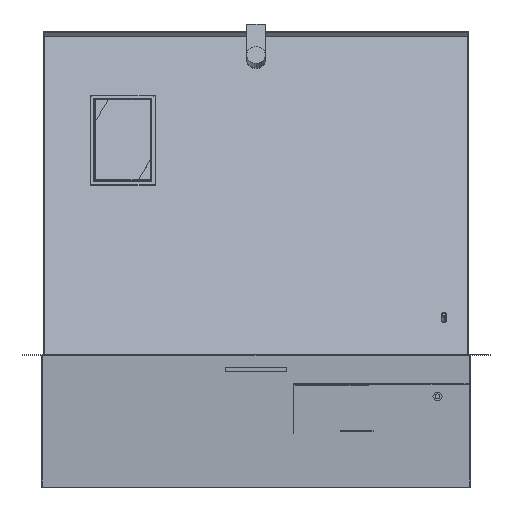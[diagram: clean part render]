
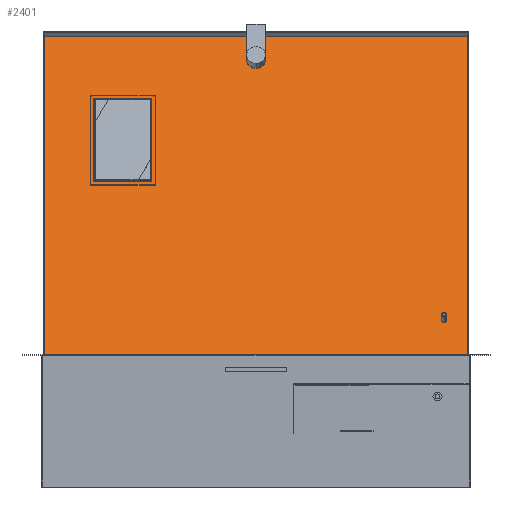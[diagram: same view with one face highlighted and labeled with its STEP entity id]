
A CAD part, left-side view. The second image highlights one B-rep face of the part: STEP entity #2401.
In plain terms, the highlighted face is planar.
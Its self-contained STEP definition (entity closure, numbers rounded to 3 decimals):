
#53 = VECTOR ( 'NONE', #5716, 1000. ) ;
#105 = ORIENTED_EDGE ( 'NONE', *, *, #2554, .T. ) ;
#544 = DIRECTION ( 'NONE',  ( 0., 0., 1. ) ) ;
#554 = CARTESIAN_POINT ( 'NONE',  ( -186.5, 0., -1. ) ) ;
#982 = CARTESIAN_POINT ( 'NONE',  ( -135.5, 129., -1. ) ) ;
#1120 = CARTESIAN_POINT ( 'NONE',  ( -216.5, -262., -1. ) ) ;
#1202 = ORIENTED_EDGE ( 'NONE', *, *, #4354, .F. ) ;
#1287 = VERTEX_POINT ( 'NONE', #11665 ) ;
#1294 = CIRCLE ( 'NONE', #13975, 3. ) ;
#1518 = DIRECTION ( 'NONE',  ( 1., 0., 0. ) ) ;
#1706 = VECTOR ( 'NONE', #10025, 1000. ) ;
#1852 = DIRECTION ( 'NONE',  ( 1., 0., 0. ) ) ;
#1895 = DIRECTION ( 'NONE',  ( 0., 1., 0. ) ) ;
#1942 = EDGE_LOOP ( 'NONE', ( #3799, #12754, #6910, #12507 ) ) ;
#1993 = CARTESIAN_POINT ( 'NONE',  ( -198., 0., -1. ) ) ;
#2100 = CARTESIAN_POINT ( 'NONE',  ( -135.5, 201., -1. ) ) ;
#2362 = CIRCLE ( 'NONE', #12661, 11.5 ) ;
#2374 = DIRECTION ( 'NONE',  ( 0., -1., 0. ) ) ;
#2401 = ADVANCED_FACE ( 'NONE', ( #4081, #5883, #6670, #15779 ), #7482, .F. ) ;
#2504 = CARTESIAN_POINT ( 'NONE',  ( 216.5, 0., -1. ) ) ;
#2554 = EDGE_CURVE ( 'NONE', #5917, #5346, #2362, .T. ) ;
#2711 = ORIENTED_EDGE ( 'NONE', *, *, #14404, .F. ) ;
#2713 = VERTEX_POINT ( 'NONE', #11950 ) ;
#3051 = CARTESIAN_POINT ( 'NONE',  ( -25.5, 129., -1. ) ) ;
#3122 = CARTESIAN_POINT ( 'NONE',  ( 157.5, -233., -1. ) ) ;
#3202 = LINE ( 'NONE', #5254, #13207 ) ;
#3677 = EDGE_CURVE ( 'NONE', #6980, #2713, #12336, .T. ) ;
#3700 = LINE ( 'NONE', #13222, #53 ) ;
#3774 = VECTOR ( 'NONE', #1852, 1000. ) ;
#3799 = ORIENTED_EDGE ( 'NONE', *, *, #8661, .T. ) ;
#3845 = ORIENTED_EDGE ( 'NONE', *, *, #13292, .F. ) ;
#3927 = EDGE_CURVE ( 'NONE', #5346, #5917, #9996, .T. ) ;
#4081 = FACE_BOUND ( 'NONE', #1942, .T. ) ;
#4089 = EDGE_CURVE ( 'NONE', #2713, #6980, #1294, .T. ) ;
#4096 = VECTOR ( 'NONE', #15722, 1000. ) ;
#4340 = AXIS2_PLACEMENT_3D ( 'NONE', #8231, #6414, #4847 ) ;
#4354 = EDGE_CURVE ( 'NONE', #7392, #8060, #3700, .T. ) ;
#4368 = EDGE_CURVE ( 'NONE', #4374, #14859, #4959, .T. ) ;
#4374 = VERTEX_POINT ( 'NONE', #2100 ) ;
#4562 = DIRECTION ( 'NONE',  ( 0., 1., 0. ) ) ;
#4658 = EDGE_LOOP ( 'NONE', ( #14098, #105 ) ) ;
#4847 = DIRECTION ( 'NONE',  ( 1., 0., 0. ) ) ;
#4959 = LINE ( 'NONE', #9350, #7521 ) ;
#5045 = CARTESIAN_POINT ( 'NONE',  ( 216.5, 262., -1. ) ) ;
#5254 = CARTESIAN_POINT ( 'NONE',  ( -25.5, 0., -1. ) ) ;
#5346 = VERTEX_POINT ( 'NONE', #6022 ) ;
#5716 = DIRECTION ( 'NONE',  ( 0., -1., 0. ) ) ;
#5741 = AXIS2_PLACEMENT_3D ( 'NONE', #8011, #12639, #6433 ) ;
#5792 = EDGE_LOOP ( 'NONE', ( #1202, #14989, #2711, #3845 ) ) ;
#5883 = FACE_BOUND ( 'NONE', #4658, .T. ) ;
#5917 = VERTEX_POINT ( 'NONE', #1993 ) ;
#6022 = CARTESIAN_POINT ( 'NONE',  ( -175., 0., -1. ) ) ;
#6414 = DIRECTION ( 'NONE',  ( 0., 0., 1. ) ) ;
#6433 = DIRECTION ( 'NONE',  ( 1., 0., 0. ) ) ;
#6670 = FACE_OUTER_BOUND ( 'NONE', #5792, .T. ) ;
#6791 = CARTESIAN_POINT ( 'NONE',  ( 0., 129., -1. ) ) ;
#6887 = LINE ( 'NONE', #15725, #9156 ) ;
#6910 = ORIENTED_EDGE ( 'NONE', *, *, #9556, .T. ) ;
#6980 = VERTEX_POINT ( 'NONE', #10905 ) ;
#7392 = VERTEX_POINT ( 'NONE', #11784 ) ;
#7482 = PLANE ( 'NONE',  #4340 ) ;
#7521 = VECTOR ( 'NONE', #2374, 1000. ) ;
#7682 = DIRECTION ( 'NONE',  ( 1., 0., 0. ) ) ;
#8011 = CARTESIAN_POINT ( 'NONE',  ( -186.5, 0., -1. ) ) ;
#8060 = VERTEX_POINT ( 'NONE', #1120 ) ;
#8202 = ORIENTED_EDGE ( 'NONE', *, *, #4089, .F. ) ;
#8231 = CARTESIAN_POINT ( 'NONE',  ( 0., 0., -1. ) ) ;
#8661 = EDGE_CURVE ( 'NONE', #9538, #4374, #11596, .T. ) ;
#8878 = DIRECTION ( 'NONE',  ( 1., 0., 0. ) ) ;
#8981 = LINE ( 'NONE', #2504, #16070 ) ;
#9156 = VECTOR ( 'NONE', #7682, 1000. ) ;
#9274 = CARTESIAN_POINT ( 'NONE',  ( 157.5, -233., -1. ) ) ;
#9350 = CARTESIAN_POINT ( 'NONE',  ( -135.5, 0., -1. ) ) ;
#9451 = AXIS2_PLACEMENT_3D ( 'NONE', #3122, #14793, #15892 ) ;
#9538 = VERTEX_POINT ( 'NONE', #11942 ) ;
#9556 = EDGE_CURVE ( 'NONE', #14859, #10841, #13527, .T. ) ;
#9996 = CIRCLE ( 'NONE', #5741, 11.5 ) ;
#10025 = DIRECTION ( 'NONE',  ( -1., 0., 0. ) ) ;
#10832 = DIRECTION ( 'NONE',  ( 0., 0., -1. ) ) ;
#10841 = VERTEX_POINT ( 'NONE', #3051 ) ;
#10905 = CARTESIAN_POINT ( 'NONE',  ( 160.5, -233., -1. ) ) ;
#11230 = EDGE_LOOP ( 'NONE', ( #13665, #8202 ) ) ;
#11596 = LINE ( 'NONE', #12371, #1706 ) ;
#11665 = CARTESIAN_POINT ( 'NONE',  ( 216.5, -262., -1. ) ) ;
#11784 = CARTESIAN_POINT ( 'NONE',  ( -216.5, 262., -1. ) ) ;
#11942 = CARTESIAN_POINT ( 'NONE',  ( -25.5, 201., -1. ) ) ;
#11950 = CARTESIAN_POINT ( 'NONE',  ( 154.5, -233., -1. ) ) ;
#12336 = CIRCLE ( 'NONE', #9451, 3. ) ;
#12356 = EDGE_CURVE ( 'NONE', #10841, #9538, #3202, .T. ) ;
#12371 = CARTESIAN_POINT ( 'NONE',  ( 0., 201., -1. ) ) ;
#12507 = ORIENTED_EDGE ( 'NONE', *, *, #12356, .T. ) ;
#12639 = DIRECTION ( 'NONE',  ( 0., 0., 1. ) ) ;
#12661 = AXIS2_PLACEMENT_3D ( 'NONE', #554, #544, #8878 ) ;
#12754 = ORIENTED_EDGE ( 'NONE', *, *, #4368, .T. ) ;
#13207 = VECTOR ( 'NONE', #1895, 1000. ) ;
#13222 = CARTESIAN_POINT ( 'NONE',  ( -216.5, 0., -1. ) ) ;
#13234 = VERTEX_POINT ( 'NONE', #5045 ) ;
#13292 = EDGE_CURVE ( 'NONE', #8060, #1287, #6887, .T. ) ;
#13527 = LINE ( 'NONE', #6791, #3774 ) ;
#13612 = CARTESIAN_POINT ( 'NONE',  ( 0., 262., -1. ) ) ;
#13665 = ORIENTED_EDGE ( 'NONE', *, *, #3677, .F. ) ;
#13975 = AXIS2_PLACEMENT_3D ( 'NONE', #9274, #10832, #1518 ) ;
#14098 = ORIENTED_EDGE ( 'NONE', *, *, #3927, .T. ) ;
#14404 = EDGE_CURVE ( 'NONE', #1287, #13234, #8981, .T. ) ;
#14497 = EDGE_CURVE ( 'NONE', #13234, #7392, #15173, .T. ) ;
#14793 = DIRECTION ( 'NONE',  ( 0., 0., -1. ) ) ;
#14859 = VERTEX_POINT ( 'NONE', #982 ) ;
#14989 = ORIENTED_EDGE ( 'NONE', *, *, #14497, .F. ) ;
#15173 = LINE ( 'NONE', #13612, #4096 ) ;
#15722 = DIRECTION ( 'NONE',  ( -1., 0., 0. ) ) ;
#15725 = CARTESIAN_POINT ( 'NONE',  ( 0., -262., -1. ) ) ;
#15779 = FACE_BOUND ( 'NONE', #11230, .T. ) ;
#15892 = DIRECTION ( 'NONE',  ( 1., 0., 0. ) ) ;
#16070 = VECTOR ( 'NONE', #4562, 1000. ) ;
